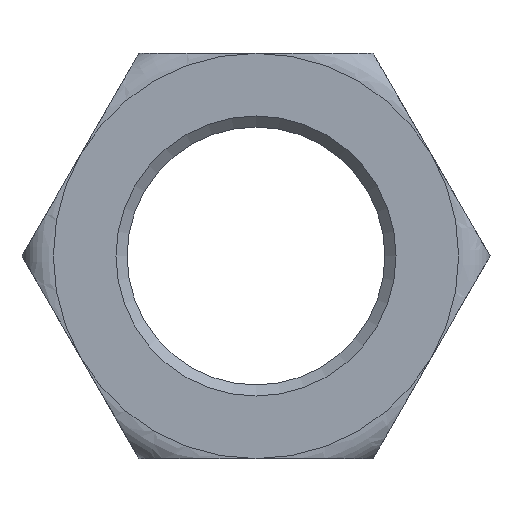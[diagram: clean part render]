
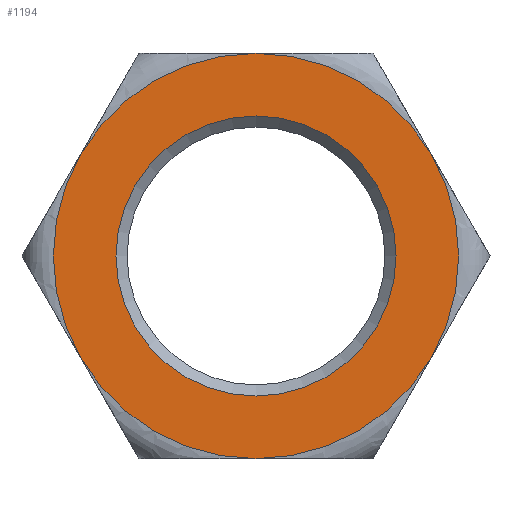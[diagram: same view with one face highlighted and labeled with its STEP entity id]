
A CAD part, front view. The second image highlights one B-rep face of the part: STEP entity #1194.
In plain terms, the highlighted planar face has unit normal (0, -1, 0).
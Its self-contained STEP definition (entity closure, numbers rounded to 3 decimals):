
#5 = CARTESIAN_POINT ( 'NONE',  ( -63.509, -30.5, 0. ) ) ;
#6 = DIRECTION ( 'NONE',  ( 0., 0., 1. ) ) ;
#9 = ORIENTED_EDGE ( 'NONE', *, *, #1142, .F. ) ;
#56 = ORIENTED_EDGE ( 'NONE', *, *, #293, .F. ) ;
#63 = EDGE_LOOP ( 'NONE', ( #485, #445, #472, #9, #327, #1419, #1315, #1064, #56, #459 ) ) ;
#88 = DIRECTION ( 'NONE',  ( 0., 0., 1. ) ) ;
#91 = CARTESIAN_POINT ( 'NONE',  ( -47.631, -30.5, -27.5 ) ) ;
#105 = CARTESIAN_POINT ( 'NONE',  ( 0., -30.5, 0. ) ) ;
#114 = AXIS2_PLACEMENT_3D ( 'NONE', #105, #317, #513 ) ;
#134 = LINE ( 'NONE', #673, #227 ) ;
#150 = CARTESIAN_POINT ( 'NONE',  ( 0., -30.5, 38. ) ) ;
#163 = EDGE_CURVE ( 'NONE', #1141, #1369, #1267, .T. ) ;
#168 = EDGE_CURVE ( 'NONE', #268, #268, #206, .T. ) ;
#169 = DIRECTION ( 'NONE',  ( 0., 1., 0. ) ) ;
#194 = CARTESIAN_POINT ( 'NONE',  ( 47.631, -30.5, -27.5 ) ) ;
#206 = CIRCLE ( 'NONE', #1167, 38. ) ;
#208 = AXIS2_PLACEMENT_3D ( 'NONE', #1360, #169, #915 ) ;
#214 = DIRECTION ( 'NONE',  ( 1., 0., 0. ) ) ;
#227 = VECTOR ( 'NONE', #1112, 1000. ) ;
#268 = VERTEX_POINT ( 'NONE', #150 ) ;
#278 = VERTEX_POINT ( 'NONE', #336 ) ;
#283 = EDGE_CURVE ( 'NONE', #905, #710, #134, .T. ) ;
#293 = EDGE_CURVE ( 'NONE', #466, #775, #890, .T. ) ;
#299 = CIRCLE ( 'NONE', #208, 55. ) ;
#304 = DIRECTION ( 'NONE',  ( 0., 1., 0. ) ) ;
#317 = DIRECTION ( 'NONE',  ( 0., 1., 0. ) ) ;
#327 = ORIENTED_EDGE ( 'NONE', *, *, #1098, .F. ) ;
#336 = CARTESIAN_POINT ( 'NONE',  ( 0., -30.5, -55. ) ) ;
#399 = VERTEX_POINT ( 'NONE', #1139 ) ;
#400 = CARTESIAN_POINT ( 'NONE',  ( 0., -30.5, 0. ) ) ;
#401 = DIRECTION ( 'NONE',  ( 0., 1., 0. ) ) ;
#416 = EDGE_CURVE ( 'NONE', #278, #723, #299, .T. ) ;
#433 = AXIS2_PLACEMENT_3D ( 'NONE', #647, #1071, #214 ) ;
#436 = CARTESIAN_POINT ( 'NONE',  ( 0., -30.5, 0. ) ) ;
#441 = EDGE_CURVE ( 'NONE', #710, #399, #756, .T. ) ;
#445 = ORIENTED_EDGE ( 'NONE', *, *, #900, .F. ) ;
#450 = CARTESIAN_POINT ( 'NONE',  ( 31.754, -30.5, -55. ) ) ;
#457 = PLANE ( 'NONE',  #686 ) ;
#459 = ORIENTED_EDGE ( 'NONE', *, *, #993, .F. ) ;
#466 = VERTEX_POINT ( 'NONE', #731 ) ;
#472 = ORIENTED_EDGE ( 'NONE', *, *, #163, .F. ) ;
#477 = AXIS2_PLACEMENT_3D ( 'NONE', #874, #1227, #1106 ) ;
#485 = ORIENTED_EDGE ( 'NONE', *, *, #416, .F. ) ;
#513 = DIRECTION ( 'NONE',  ( 1., 0., 0. ) ) ;
#558 = VERTEX_POINT ( 'NONE', #1303 ) ;
#570 = EDGE_CURVE ( 'NONE', #775, #905, #1422, .T. ) ;
#618 = CARTESIAN_POINT ( 'NONE',  ( 0., -30.5, 0. ) ) ;
#644 = VECTOR ( 'NONE', #669, 1000. ) ;
#647 = CARTESIAN_POINT ( 'NONE',  ( 0., -30.5, 0. ) ) ;
#669 = DIRECTION ( 'NONE',  ( -1., 0., 0. ) ) ;
#673 = CARTESIAN_POINT ( 'NONE',  ( -31.754, -30.5, 55. ) ) ;
#686 = AXIS2_PLACEMENT_3D ( 'NONE', #436, #1211, #6 ) ;
#710 = VERTEX_POINT ( 'NONE', #913 ) ;
#718 = LINE ( 'NONE', #1073, #935 ) ;
#723 = VERTEX_POINT ( 'NONE', #91 ) ;
#726 = DIRECTION ( 'NONE',  ( 1., 0., 0. ) ) ;
#728 = AXIS2_PLACEMENT_3D ( 'NONE', #618, #401, #726 ) ;
#731 = CARTESIAN_POINT ( 'NONE',  ( -47.631, -30.5, 27.5 ) ) ;
#749 = CARTESIAN_POINT ( 'NONE',  ( 0., -30.5, 0. ) ) ;
#751 = DIRECTION ( 'NONE',  ( 0.5, 0., -0.866 ) ) ;
#756 = CIRCLE ( 'NONE', #433, 55. ) ;
#775 = VERTEX_POINT ( 'NONE', #1302 ) ;
#814 = EDGE_LOOP ( 'NONE', ( #1155 ) ) ;
#844 = DIRECTION ( 'NONE',  ( 0., 1., 0. ) ) ;
#874 = CARTESIAN_POINT ( 'NONE',  ( 0., -30.5, 0. ) ) ;
#890 = LINE ( 'NONE', #5, #1028 ) ;
#892 = LINE ( 'NONE', #450, #644 ) ;
#900 = EDGE_CURVE ( 'NONE', #1369, #278, #892, .T. ) ;
#905 = VERTEX_POINT ( 'NONE', #1229 ) ;
#913 = CARTESIAN_POINT ( 'NONE',  ( 0., -30.5, 55. ) ) ;
#915 = DIRECTION ( 'NONE',  ( 1., 0., 0. ) ) ;
#935 = VECTOR ( 'NONE', #751, 1000. ) ;
#993 = EDGE_CURVE ( 'NONE', #723, #466, #1400, .T. ) ;
#1028 = VECTOR ( 'NONE', #1348, 1000. ) ;
#1064 = ORIENTED_EDGE ( 'NONE', *, *, #570, .F. ) ;
#1071 = DIRECTION ( 'NONE',  ( 0., 1., 0. ) ) ;
#1073 = CARTESIAN_POINT ( 'NONE',  ( 31.754, -30.5, 55. ) ) ;
#1097 = AXIS2_PLACEMENT_3D ( 'NONE', #749, #304, #1196 ) ;
#1098 = EDGE_CURVE ( 'NONE', #399, #558, #718, .T. ) ;
#1106 = DIRECTION ( 'NONE',  ( 1., 0., 0. ) ) ;
#1112 = DIRECTION ( 'NONE',  ( 1., 0., 0. ) ) ;
#1139 = CARTESIAN_POINT ( 'NONE',  ( 47.631, -30.5, 27.5 ) ) ;
#1141 = VERTEX_POINT ( 'NONE', #194 ) ;
#1142 = EDGE_CURVE ( 'NONE', #558, #1141, #1383, .T. ) ;
#1155 = ORIENTED_EDGE ( 'NONE', *, *, #168, .T. ) ;
#1167 = AXIS2_PLACEMENT_3D ( 'NONE', #400, #844, #88 ) ;
#1194 = ADVANCED_FACE ( 'NONE', ( #1341, #1334 ), #457, .F. ) ;
#1196 = DIRECTION ( 'NONE',  ( 1., 0., 0. ) ) ;
#1211 = DIRECTION ( 'NONE',  ( 0., 1., 0. ) ) ;
#1227 = DIRECTION ( 'NONE',  ( 0., 1., 0. ) ) ;
#1229 = CARTESIAN_POINT ( 'NONE',  ( 0., -30.5, 55. ) ) ;
#1267 = CIRCLE ( 'NONE', #114, 55. ) ;
#1302 = CARTESIAN_POINT ( 'NONE',  ( -47.631, -30.5, 27.5 ) ) ;
#1303 = CARTESIAN_POINT ( 'NONE',  ( 47.631, -30.5, 27.5 ) ) ;
#1315 = ORIENTED_EDGE ( 'NONE', *, *, #283, .F. ) ;
#1334 = FACE_OUTER_BOUND ( 'NONE', #63, .T. ) ;
#1341 = FACE_BOUND ( 'NONE', #814, .T. ) ;
#1348 = DIRECTION ( 'NONE',  ( 0.5, 0., 0.866 ) ) ;
#1360 = CARTESIAN_POINT ( 'NONE',  ( 0., -30.5, 0. ) ) ;
#1364 = CARTESIAN_POINT ( 'NONE',  ( 0., -30.5, -55. ) ) ;
#1369 = VERTEX_POINT ( 'NONE', #1364 ) ;
#1383 = CIRCLE ( 'NONE', #728, 55. ) ;
#1400 = CIRCLE ( 'NONE', #477, 55. ) ;
#1419 = ORIENTED_EDGE ( 'NONE', *, *, #441, .F. ) ;
#1422 = CIRCLE ( 'NONE', #1097, 55. ) ;
